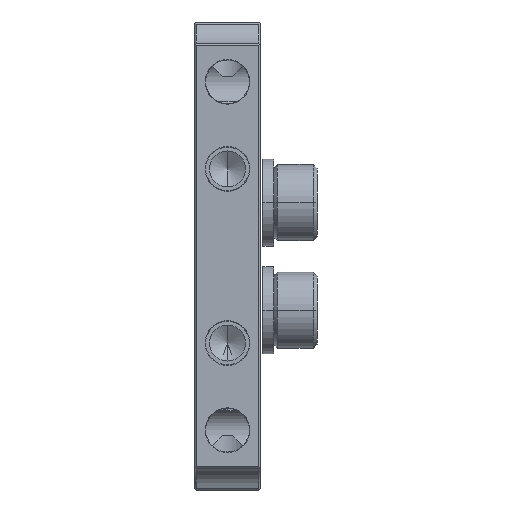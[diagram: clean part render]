
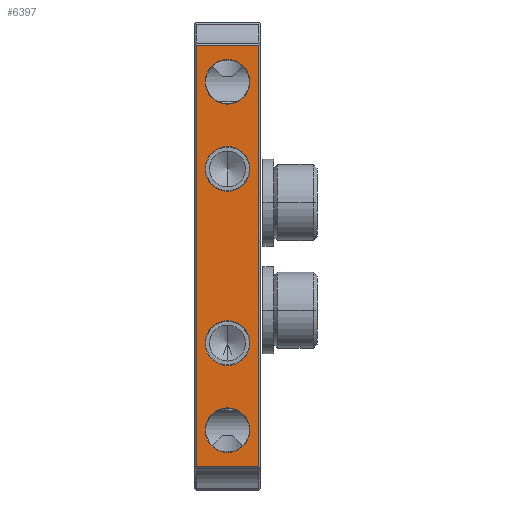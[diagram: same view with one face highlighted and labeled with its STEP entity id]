
A CAD part, left-side view. The second image highlights one B-rep face of the part: STEP entity #6397.
In plain terms, the highlighted planar face has unit normal (-1, 0, 0).
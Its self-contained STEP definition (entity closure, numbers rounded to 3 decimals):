
#2163 = EDGE_CURVE('',#2164,#2166,#2168,.T.);
#2164 = VERTEX_POINT('',#2165);
#2165 = CARTESIAN_POINT('',(-31.5,5.875,19.313));
#2166 = VERTEX_POINT('',#2167);
#2167 = CARTESIAN_POINT('',(-31.5,5.875,-19.375));
#2168 = LINE('',#2169,#2170);
#2169 = CARTESIAN_POINT('',(-31.5,5.875,0.));
#2170 = VECTOR('',#2171,1.);
#2171 = DIRECTION('',(0.,0.,-1.));
#6337 = EDGE_CURVE('',#6338,#2164,#6340,.T.);
#6338 = VERTEX_POINT('',#6339);
#6339 = CARTESIAN_POINT('',(-31.5,0.125,19.313));
#6340 = LINE('',#6341,#6342);
#6341 = CARTESIAN_POINT('',(-31.5,5.875,19.313));
#6342 = VECTOR('',#6343,1.);
#6343 = DIRECTION('',(0.,1.,0.));
#6397 = ADVANCED_FACE('',(#6398,#6418,#6438,#6458,#6478),#6496,.T.);
#6398 = FACE_BOUND('',#6399,.T.);
#6399 = EDGE_LOOP('',(#6400,#6411));
#6400 = ORIENTED_EDGE('',*,*,#6401,.T.);
#6401 = EDGE_CURVE('',#6402,#6404,#6406,.T.);
#6402 = VERTEX_POINT('',#6403);
#6403 = CARTESIAN_POINT('',(-31.5,3.,-13.95));
#6404 = VERTEX_POINT('',#6405);
#6405 = CARTESIAN_POINT('',(-31.5,3.,-18.05));
#6406 = CIRCLE('',#6407,2.05);
#6407 = AXIS2_PLACEMENT_3D('',#6408,#6409,#6410);
#6408 = CARTESIAN_POINT('',(-31.5,3.,-16.));
#6409 = DIRECTION('',(1.,0.,-0.));
#6410 = DIRECTION('',(0.,0.,1.));
#6411 = ORIENTED_EDGE('',*,*,#6412,.T.);
#6412 = EDGE_CURVE('',#6404,#6402,#6413,.T.);
#6413 = CIRCLE('',#6414,2.05);
#6414 = AXIS2_PLACEMENT_3D('',#6415,#6416,#6417);
#6415 = CARTESIAN_POINT('',(-31.5,3.,-16.));
#6416 = DIRECTION('',(1.,0.,-0.));
#6417 = DIRECTION('',(0.,0.,1.));
#6418 = FACE_BOUND('',#6419,.T.);
#6419 = EDGE_LOOP('',(#6420,#6431));
#6420 = ORIENTED_EDGE('',*,*,#6421,.T.);
#6421 = EDGE_CURVE('',#6422,#6424,#6426,.T.);
#6422 = VERTEX_POINT('',#6423);
#6423 = CARTESIAN_POINT('',(-31.5,3.,-5.95));
#6424 = VERTEX_POINT('',#6425);
#6425 = CARTESIAN_POINT('',(-31.5,3.,-10.05));
#6426 = CIRCLE('',#6427,2.05);
#6427 = AXIS2_PLACEMENT_3D('',#6428,#6429,#6430);
#6428 = CARTESIAN_POINT('',(-31.5,3.,-8.));
#6429 = DIRECTION('',(1.,0.,-0.));
#6430 = DIRECTION('',(0.,0.,1.));
#6431 = ORIENTED_EDGE('',*,*,#6432,.T.);
#6432 = EDGE_CURVE('',#6424,#6422,#6433,.T.);
#6433 = CIRCLE('',#6434,2.05);
#6434 = AXIS2_PLACEMENT_3D('',#6435,#6436,#6437);
#6435 = CARTESIAN_POINT('',(-31.5,3.,-8.));
#6436 = DIRECTION('',(1.,0.,-0.));
#6437 = DIRECTION('',(0.,0.,1.));
#6438 = FACE_BOUND('',#6439,.T.);
#6439 = EDGE_LOOP('',(#6440,#6451));
#6440 = ORIENTED_EDGE('',*,*,#6441,.T.);
#6441 = EDGE_CURVE('',#6442,#6444,#6446,.T.);
#6442 = VERTEX_POINT('',#6443);
#6443 = CARTESIAN_POINT('',(-31.5,3.,10.05));
#6444 = VERTEX_POINT('',#6445);
#6445 = CARTESIAN_POINT('',(-31.5,3.,5.95));
#6446 = CIRCLE('',#6447,2.05);
#6447 = AXIS2_PLACEMENT_3D('',#6448,#6449,#6450);
#6448 = CARTESIAN_POINT('',(-31.5,3.,8.));
#6449 = DIRECTION('',(1.,0.,-0.));
#6450 = DIRECTION('',(0.,0.,1.));
#6451 = ORIENTED_EDGE('',*,*,#6452,.T.);
#6452 = EDGE_CURVE('',#6444,#6442,#6453,.T.);
#6453 = CIRCLE('',#6454,2.05);
#6454 = AXIS2_PLACEMENT_3D('',#6455,#6456,#6457);
#6455 = CARTESIAN_POINT('',(-31.5,3.,8.));
#6456 = DIRECTION('',(1.,0.,-0.));
#6457 = DIRECTION('',(0.,0.,1.));
#6458 = FACE_BOUND('',#6459,.T.);
#6459 = EDGE_LOOP('',(#6460,#6471));
#6460 = ORIENTED_EDGE('',*,*,#6461,.T.);
#6461 = EDGE_CURVE('',#6462,#6464,#6466,.T.);
#6462 = VERTEX_POINT('',#6463);
#6463 = CARTESIAN_POINT('',(-31.5,3.,18.05));
#6464 = VERTEX_POINT('',#6465);
#6465 = CARTESIAN_POINT('',(-31.5,3.,13.95));
#6466 = CIRCLE('',#6467,2.05);
#6467 = AXIS2_PLACEMENT_3D('',#6468,#6469,#6470);
#6468 = CARTESIAN_POINT('',(-31.5,3.,16.));
#6469 = DIRECTION('',(1.,0.,-0.));
#6470 = DIRECTION('',(0.,0.,1.));
#6471 = ORIENTED_EDGE('',*,*,#6472,.T.);
#6472 = EDGE_CURVE('',#6464,#6462,#6473,.T.);
#6473 = CIRCLE('',#6474,2.05);
#6474 = AXIS2_PLACEMENT_3D('',#6475,#6476,#6477);
#6475 = CARTESIAN_POINT('',(-31.5,3.,16.));
#6476 = DIRECTION('',(1.,0.,-0.));
#6477 = DIRECTION('',(0.,0.,1.));
#6478 = FACE_BOUND('',#6479,.T.);
#6479 = EDGE_LOOP('',(#6480,#6488,#6489,#6490));
#6480 = ORIENTED_EDGE('',*,*,#6481,.T.);
#6481 = EDGE_CURVE('',#6482,#6338,#6484,.T.);
#6482 = VERTEX_POINT('',#6483);
#6483 = CARTESIAN_POINT('',(-31.5,0.125,-19.375));
#6484 = LINE('',#6485,#6486);
#6485 = CARTESIAN_POINT('',(-31.5,0.125,19.5));
#6486 = VECTOR('',#6487,1.);
#6487 = DIRECTION('',(0.,0.,1.));
#6488 = ORIENTED_EDGE('',*,*,#6337,.T.);
#6489 = ORIENTED_EDGE('',*,*,#2163,.T.);
#6490 = ORIENTED_EDGE('',*,*,#6491,.T.);
#6491 = EDGE_CURVE('',#2166,#6482,#6492,.T.);
#6492 = LINE('',#6493,#6494);
#6493 = CARTESIAN_POINT('',(-31.5,6.,-19.375));
#6494 = VECTOR('',#6495,1.);
#6495 = DIRECTION('',(0.,-1.,0.));
#6496 = PLANE('',#6497);
#6497 = AXIS2_PLACEMENT_3D('',#6498,#6499,#6500);
#6498 = CARTESIAN_POINT('',(-31.5,6.,0.));
#6499 = DIRECTION('',(-1.,0.,0.));
#6500 = DIRECTION('',(0.,0.,1.));
